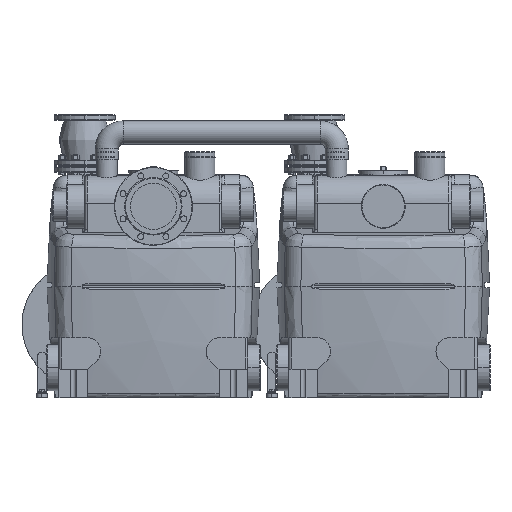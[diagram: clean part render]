
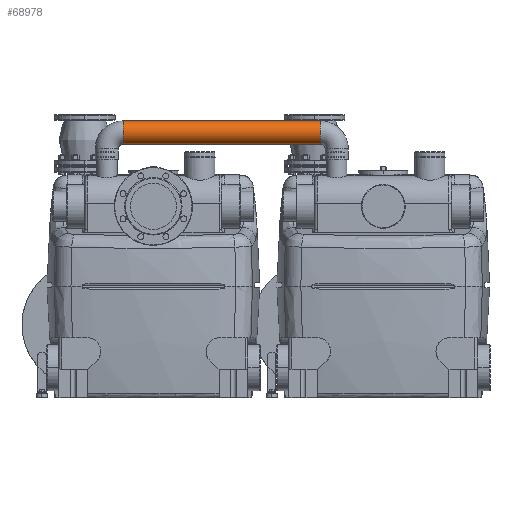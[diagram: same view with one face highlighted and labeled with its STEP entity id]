
A CAD part, left-side view. The second image highlights one B-rep face of the part: STEP entity #68978.
In plain terms, the highlighted cylindrical face has radius 42.5 mm (diameter 85 mm), a partial arc.
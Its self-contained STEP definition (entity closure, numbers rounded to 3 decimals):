
#68842=CARTESIAN_POINT('',(200.0,-610.,1012.5));
#68843=VERTEX_POINT('',#68842);
#68853=CARTESIAN_POINT('',(200.0,-610.,927.5));
#68854=VERTEX_POINT('',#68853);
#68855=CARTESIAN_POINT('',(200.0,-610.,970.));
#68856=DIRECTION('',(0.0,-1.0,0.0));
#68857=DIRECTION('',(0.0,0.0,1.0));
#68858=AXIS2_PLACEMENT_3D('',#68855,#68856,#68857);
#68859=CIRCLE('',#68858,42.5);
#68860=EDGE_CURVE('',#68843,#68854,#68859,.T.);
#68888=CARTESIAN_POINT('',(200.,110.,1012.5));
#68889=VERTEX_POINT('',#68888);
#68906=CARTESIAN_POINT('',(200.,110.,927.5));
#68907=VERTEX_POINT('',#68906);
#68915=CARTESIAN_POINT('',(200.,110.,970.0));
#68916=DIRECTION('',(0.0,-1.0,0.0));
#68917=DIRECTION('',(0.0,0.0,1.0));
#68918=AXIS2_PLACEMENT_3D('',#68915,#68916,#68917);
#68919=CIRCLE('',#68918,42.5);
#68920=EDGE_CURVE('',#68889,#68907,#68919,.T.);
#68957=CARTESIAN_POINT('',(200.0,-610.,970.));
#68958=DIRECTION('',(0.,1.0,0.));
#68959=DIRECTION('',(0.0,0.0,1.0));
#68960=AXIS2_PLACEMENT_3D('',#68957,#68958,#68959);
#68961=CYLINDRICAL_SURFACE('',#68960,42.5);
#68962=CARTESIAN_POINT('',(200.,110.,1012.5));
#68963=DIRECTION('',(0.0,-1.0,0.0));
#68964=VECTOR('',#68963,720.0);
#68965=LINE('',#68962,#68964);
#68966=EDGE_CURVE('',#68889,#68843,#68965,.T.);
#68967=ORIENTED_EDGE('',*,*,#68966,.F.);
#68968=ORIENTED_EDGE('',*,*,#68920,.T.);
#68969=CARTESIAN_POINT('',(200.,110.,927.5));
#68970=DIRECTION('',(0.0,-1.0,0.0));
#68971=VECTOR('',#68970,720.0);
#68972=LINE('',#68969,#68971);
#68973=EDGE_CURVE('',#68907,#68854,#68972,.T.);
#68974=ORIENTED_EDGE('',*,*,#68973,.T.);
#68975=ORIENTED_EDGE('',*,*,#68860,.F.);
#68976=EDGE_LOOP('',(#68967,#68968,#68974,#68975));
#68977=FACE_OUTER_BOUND('',#68976,.T.);
#68978=ADVANCED_FACE('',(#68977),#68961,.T.);
